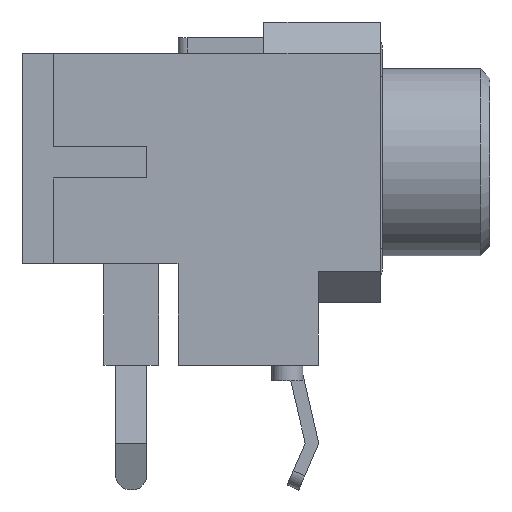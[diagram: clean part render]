
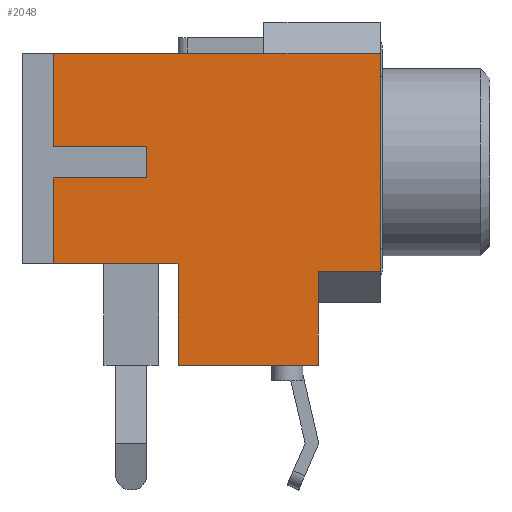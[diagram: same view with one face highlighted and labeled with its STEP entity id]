
A CAD part, front view. The second image highlights one B-rep face of the part: STEP entity #2048.
In plain terms, the highlighted planar face has unit normal (0, -1, 0).
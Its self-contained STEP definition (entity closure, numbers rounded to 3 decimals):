
#11 = LINE ( 'NONE', #2176, #4415 ) ;
#14 = DIRECTION ( 'NONE',  ( -1., 0., 0. ) ) ;
#169 = LINE ( 'NONE', #7087, #1891 ) ;
#334 = CARTESIAN_POINT ( 'NONE',  ( -10., -6., -6.5 ) ) ;
#352 = CARTESIAN_POINT ( 'NONE',  ( -14., -6., 3.5 ) ) ;
#367 = VECTOR ( 'NONE', #6707, 1000. ) ;
#379 = CARTESIAN_POINT ( 'NONE',  ( -7.25, -6., 3.5 ) ) ;
#593 = VECTOR ( 'NONE', #3846, 1000. ) ;
#625 = CARTESIAN_POINT ( 'NONE',  ( -3.5, -6., -0.5 ) ) ;
#748 = CARTESIAN_POINT ( 'NONE',  ( -5.5, -6., -3.5 ) ) ;
#764 = FACE_OUTER_BOUND ( 'NONE', #6943, .T. ) ;
#767 = EDGE_CURVE ( 'NONE', #5243, #5075, #5660, .T. ) ;
#811 = EDGE_CURVE ( 'NONE', #3099, #3668, #6916, .T. ) ;
#817 = ORIENTED_EDGE ( 'NONE', *, *, #1084, .F. ) ;
#844 = VERTEX_POINT ( 'NONE', #2505 ) ;
#1054 = DIRECTION ( 'NONE',  ( 1., 0., 0. ) ) ;
#1084 = EDGE_CURVE ( 'NONE', #6383, #6806, #169, .T. ) ;
#1255 = DIRECTION ( 'NONE',  ( 1., 0., 0. ) ) ;
#1310 = LINE ( 'NONE', #2483, #4103 ) ;
#1339 = LINE ( 'NONE', #2233, #6981 ) ;
#1543 = ORIENTED_EDGE ( 'NONE', *, *, #4014, .F. ) ;
#1544 = CARTESIAN_POINT ( 'NONE',  ( -3.5, -6., 3.5 ) ) ;
#1649 = VECTOR ( 'NONE', #2426, 1000. ) ;
#1839 = CARTESIAN_POINT ( 'NONE',  ( -14., -6., 4.5 ) ) ;
#1891 = VECTOR ( 'NONE', #14, 1000. ) ;
#1895 = CARTESIAN_POINT ( 'NONE',  ( -5.5, -6., -6.5 ) ) ;
#2048 = ADVANCED_FACE ( 'NONE', ( #764 ), #4474, .F. ) ;
#2123 = CARTESIAN_POINT ( 'NONE',  ( -3.5, -6., 3.5 ) ) ;
#2149 = DIRECTION ( 'NONE',  ( 0., 0., -1. ) ) ;
#2176 = CARTESIAN_POINT ( 'NONE',  ( -5.5, -6., 4.5 ) ) ;
#2196 = LINE ( 'NONE', #4429, #593 ) ;
#2211 = ORIENTED_EDGE ( 'NONE', *, *, #2689, .F. ) ;
#2233 = CARTESIAN_POINT ( 'NONE',  ( -3.5, -6., 3.5 ) ) ;
#2297 = VERTEX_POINT ( 'NONE', #379 ) ;
#2331 = ORIENTED_EDGE ( 'NONE', *, *, #2580, .F. ) ;
#2394 = CARTESIAN_POINT ( 'NONE',  ( -14., -6., 4.5 ) ) ;
#2426 = DIRECTION ( 'NONE',  ( -1., 0., 0. ) ) ;
#2451 = VECTOR ( 'NONE', #2920, 1000. ) ;
#2483 = CARTESIAN_POINT ( 'NONE',  ( -3.5, -6., -3.25 ) ) ;
#2505 = CARTESIAN_POINT ( 'NONE',  ( -10., -6., -3.25 ) ) ;
#2560 = EDGE_CURVE ( 'NONE', #6806, #844, #2196, .T. ) ;
#2580 = EDGE_CURVE ( 'NONE', #2691, #5243, #6343, .T. ) ;
#2655 = DIRECTION ( 'NONE',  ( 0., 0., 1. ) ) ;
#2665 = EDGE_CURVE ( 'NONE', #3668, #4809, #3127, .T. ) ;
#2689 = EDGE_CURVE ( 'NONE', #5075, #6383, #11, .T. ) ;
#2691 = VERTEX_POINT ( 'NONE', #2123 ) ;
#2765 = ORIENTED_EDGE ( 'NONE', *, *, #3069, .F. ) ;
#2810 = CARTESIAN_POINT ( 'NONE',  ( -3.5, -6., 0.5 ) ) ;
#2845 = CARTESIAN_POINT ( 'NONE',  ( -11., -6., 4.5 ) ) ;
#2920 = DIRECTION ( 'NONE',  ( -1., 0., 0. ) ) ;
#3039 = CARTESIAN_POINT ( 'NONE',  ( -3.5, -6., -3.5 ) ) ;
#3053 = DIRECTION ( 'NONE',  ( 0., 0., -1. ) ) ;
#3069 = EDGE_CURVE ( 'NONE', #4018, #3174, #4408, .T. ) ;
#3099 = VERTEX_POINT ( 'NONE', #4456 ) ;
#3109 = ORIENTED_EDGE ( 'NONE', *, *, #6285, .F. ) ;
#3127 = LINE ( 'NONE', #2810, #1649 ) ;
#3174 = VERTEX_POINT ( 'NONE', #4166 ) ;
#3437 = EDGE_CURVE ( 'NONE', #4809, #5948, #4918, .T. ) ;
#3459 = CARTESIAN_POINT ( 'NONE',  ( -3.5, -6., 4.5 ) ) ;
#3668 = VERTEX_POINT ( 'NONE', #4223 ) ;
#3712 = VECTOR ( 'NONE', #5919, 1000. ) ;
#3818 = EDGE_CURVE ( 'NONE', #2297, #2691, #3881, .T. ) ;
#3846 = DIRECTION ( 'NONE',  ( 0., 0., 1. ) ) ;
#3881 = LINE ( 'NONE', #1544, #3712 ) ;
#4009 = AXIS2_PLACEMENT_3D ( 'NONE', #5255, #4354, #4282 ) ;
#4014 = EDGE_CURVE ( 'NONE', #5948, #2297, #1339, .T. ) ;
#4018 = VERTEX_POINT ( 'NONE', #4420 ) ;
#4103 = VECTOR ( 'NONE', #5743, 1000. ) ;
#4166 = CARTESIAN_POINT ( 'NONE',  ( -14., -6., -0.5 ) ) ;
#4223 = CARTESIAN_POINT ( 'NONE',  ( -11., -6., 0.5 ) ) ;
#4282 = DIRECTION ( 'NONE',  ( 0., 0., 1. ) ) ;
#4344 = DIRECTION ( 'NONE',  ( 0., 0., 1. ) ) ;
#4354 = DIRECTION ( 'NONE',  ( 0., 1., 0. ) ) ;
#4408 = LINE ( 'NONE', #1839, #7084 ) ;
#4415 = VECTOR ( 'NONE', #2149, 1000. ) ;
#4420 = CARTESIAN_POINT ( 'NONE',  ( -14., -6., -3.25 ) ) ;
#4429 = CARTESIAN_POINT ( 'NONE',  ( -10., -6., 4.5 ) ) ;
#4431 = ORIENTED_EDGE ( 'NONE', *, *, #767, .F. ) ;
#4456 = CARTESIAN_POINT ( 'NONE',  ( -11., -6., -0.5 ) ) ;
#4474 = PLANE ( 'NONE',  #4009 ) ;
#4531 = LINE ( 'NONE', #625, #5944 ) ;
#4809 = VERTEX_POINT ( 'NONE', #4916 ) ;
#4916 = CARTESIAN_POINT ( 'NONE',  ( -14., -6., 0.5 ) ) ;
#4918 = LINE ( 'NONE', #2394, #367 ) ;
#5075 = VERTEX_POINT ( 'NONE', #748 ) ;
#5091 = ORIENTED_EDGE ( 'NONE', *, *, #2665, .F. ) ;
#5243 = VERTEX_POINT ( 'NONE', #6999 ) ;
#5255 = CARTESIAN_POINT ( 'NONE',  ( -3.5, -6., 4.5 ) ) ;
#5648 = EDGE_CURVE ( 'NONE', #844, #4018, #1310, .T. ) ;
#5660 = LINE ( 'NONE', #3039, #2451 ) ;
#5743 = DIRECTION ( 'NONE',  ( -1., 0., 0. ) ) ;
#5837 = ORIENTED_EDGE ( 'NONE', *, *, #2560, .F. ) ;
#5854 = ORIENTED_EDGE ( 'NONE', *, *, #5648, .F. ) ;
#5919 = DIRECTION ( 'NONE',  ( 1., 0., 0. ) ) ;
#5944 = VECTOR ( 'NONE', #1255, 1000. ) ;
#5948 = VERTEX_POINT ( 'NONE', #352 ) ;
#6130 = ORIENTED_EDGE ( 'NONE', *, *, #3437, .F. ) ;
#6151 = ORIENTED_EDGE ( 'NONE', *, *, #811, .F. ) ;
#6171 = VECTOR ( 'NONE', #3053, 1000. ) ;
#6285 = EDGE_CURVE ( 'NONE', #3174, #3099, #4531, .T. ) ;
#6343 = LINE ( 'NONE', #3459, #6171 ) ;
#6383 = VERTEX_POINT ( 'NONE', #1895 ) ;
#6590 = VECTOR ( 'NONE', #2655, 1000. ) ;
#6707 = DIRECTION ( 'NONE',  ( 0., 0., 1. ) ) ;
#6750 = ORIENTED_EDGE ( 'NONE', *, *, #3818, .F. ) ;
#6806 = VERTEX_POINT ( 'NONE', #334 ) ;
#6916 = LINE ( 'NONE', #2845, #6590 ) ;
#6943 = EDGE_LOOP ( 'NONE', ( #2331, #6750, #1543, #6130, #5091, #6151, #3109, #2765, #5854, #5837, #817, #2211, #4431 ) ) ;
#6981 = VECTOR ( 'NONE', #1054, 1000. ) ;
#6999 = CARTESIAN_POINT ( 'NONE',  ( -3.5, -6., -3.5 ) ) ;
#7084 = VECTOR ( 'NONE', #4344, 1000. ) ;
#7087 = CARTESIAN_POINT ( 'NONE',  ( -3.5, -6., -6.5 ) ) ;
